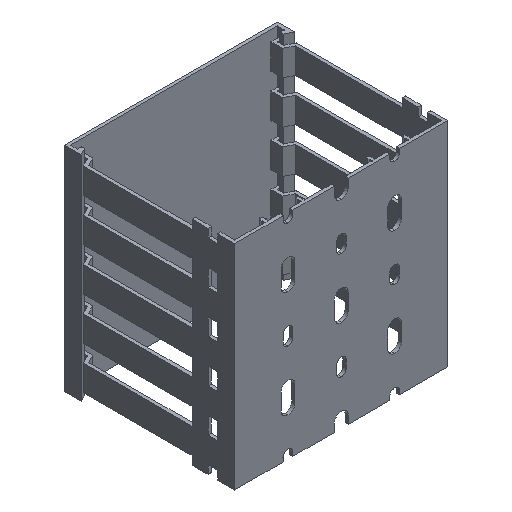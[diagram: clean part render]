
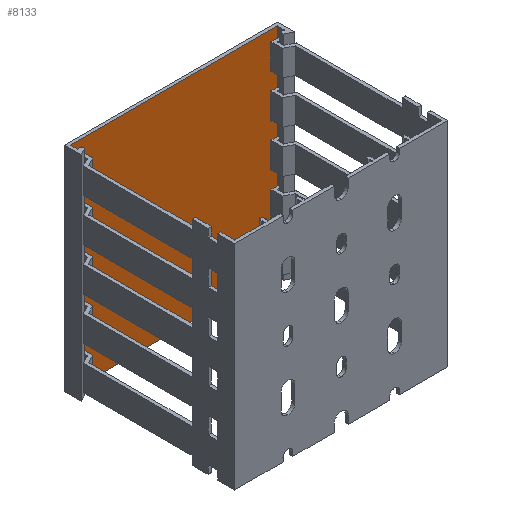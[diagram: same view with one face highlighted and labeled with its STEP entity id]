
A CAD part, isometric view. The second image highlights one B-rep face of the part: STEP entity #8133.
In plain terms, the highlighted planar face has unit normal (0, -1, 0).
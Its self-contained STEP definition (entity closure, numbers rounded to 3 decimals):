
#112 = DIRECTION ( 'NONE',  ( -1., 0., 0. ) ) ;
#374 = DIRECTION ( 'NONE',  ( 0., 0., -1. ) ) ;
#385 = EDGE_CURVE ( 'NONE', #5616, #728, #5683, .T. ) ;
#451 = DIRECTION ( 'NONE',  ( 0., 0., 1. ) ) ;
#728 = VERTEX_POINT ( 'NONE', #1573 ) ;
#1264 = EDGE_CURVE ( 'NONE', #2990, #8421, #4538, .T. ) ;
#1538 = CARTESIAN_POINT ( 'NONE',  ( -25., 78.5, 0. ) ) ;
#1557 = VECTOR ( 'NONE', #7743, 1000. ) ;
#1573 = CARTESIAN_POINT ( 'NONE',  ( -48.5, 78.5, 0. ) ) ;
#1893 = VECTOR ( 'NONE', #2552, 1000. ) ;
#1953 = AXIS2_PLACEMENT_3D ( 'NONE', #8225, #7307, #374 ) ;
#2489 = PLANE ( 'NONE',  #1953 ) ;
#2552 = DIRECTION ( 'NONE',  ( -1., 0., 0. ) ) ;
#2990 = VERTEX_POINT ( 'NONE', #7008 ) ;
#3459 = ORIENTED_EDGE ( 'NONE', *, *, #7091, .T. ) ;
#3507 = CARTESIAN_POINT ( 'NONE',  ( 48.5, 78.5, 0. ) ) ;
#3838 = ORIENTED_EDGE ( 'NONE', *, *, #6439, .F. ) ;
#4538 = LINE ( 'NONE', #5914, #1893 ) ;
#4656 = VECTOR ( 'NONE', #451, 1000. ) ;
#4965 = VECTOR ( 'NONE', #112, 1000. ) ;
#5145 = ORIENTED_EDGE ( 'NONE', *, *, #1264, .F. ) ;
#5430 = FACE_OUTER_BOUND ( 'NONE', #8645, .T. ) ;
#5499 = LINE ( 'NONE', #8441, #1557 ) ;
#5616 = VERTEX_POINT ( 'NONE', #3507 ) ;
#5683 = LINE ( 'NONE', #1538, #4965 ) ;
#5914 = CARTESIAN_POINT ( 'NONE',  ( -25., 78.5, -100. ) ) ;
#6439 = EDGE_CURVE ( 'NONE', #8421, #728, #5499, .T. ) ;
#6708 = CARTESIAN_POINT ( 'NONE',  ( 48.5, 78.5, -100. ) ) ;
#6891 = LINE ( 'NONE', #6708, #4656 ) ;
#7008 = CARTESIAN_POINT ( 'NONE',  ( 48.5, 78.5, -100. ) ) ;
#7091 = EDGE_CURVE ( 'NONE', #2990, #5616, #6891, .T. ) ;
#7307 = DIRECTION ( 'NONE',  ( 0., -1., 0. ) ) ;
#7343 = ORIENTED_EDGE ( 'NONE', *, *, #385, .T. ) ;
#7743 = DIRECTION ( 'NONE',  ( 0., 0., 1. ) ) ;
#8133 = ADVANCED_FACE ( 'NONE', ( #5430 ), #2489, .T. ) ;
#8225 = CARTESIAN_POINT ( 'NONE',  ( -98.5, 78.5, -100. ) ) ;
#8421 = VERTEX_POINT ( 'NONE', #8812 ) ;
#8441 = CARTESIAN_POINT ( 'NONE',  ( -48.5, 78.5, -100. ) ) ;
#8645 = EDGE_LOOP ( 'NONE', ( #5145, #3459, #7343, #3838 ) ) ;
#8812 = CARTESIAN_POINT ( 'NONE',  ( -48.5, 78.5, -100. ) ) ;
